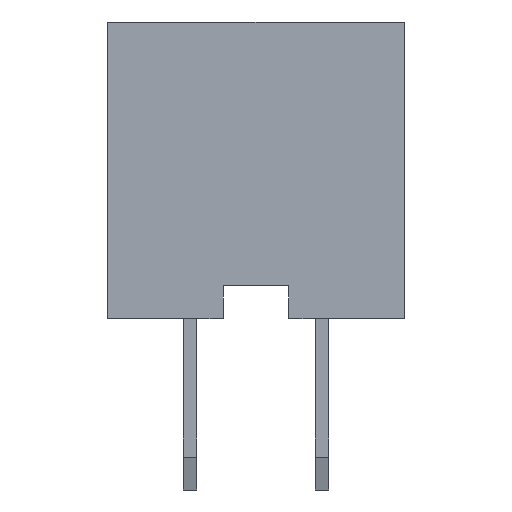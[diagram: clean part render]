
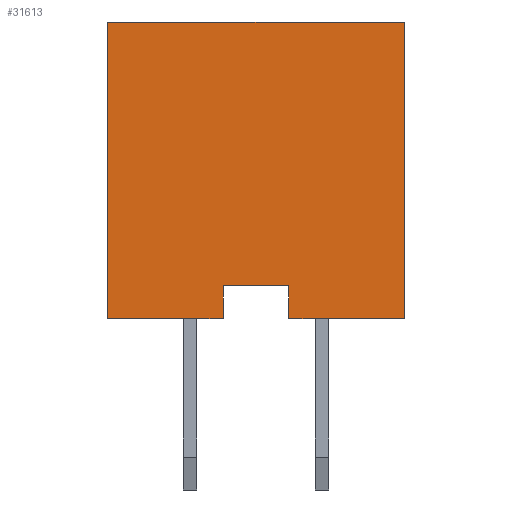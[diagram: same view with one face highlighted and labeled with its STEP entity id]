
A CAD part, left-side view. The second image highlights one B-rep face of the part: STEP entity #31613.
In plain terms, the highlighted planar face has unit normal (-1, 0, 0).
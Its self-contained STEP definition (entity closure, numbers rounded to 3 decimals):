
#971 = DIRECTION ( 'NONE',  ( 0., -1., 0. ) ) ;
#1383 = ORIENTED_EDGE ( 'NONE', *, *, #33651, .F. ) ;
#2397 = PLANE ( 'NONE',  #24072 ) ;
#2945 = DIRECTION ( 'NONE',  ( 0., 1., 0. ) ) ;
#3418 = CARTESIAN_POINT ( 'NONE',  ( -1., -0.5, 0. ) ) ;
#3823 = CARTESIAN_POINT ( 'NONE',  ( -1., -2.25, 4.5 ) ) ;
#4615 = CARTESIAN_POINT ( 'NONE',  ( -1., -2.25, 0. ) ) ;
#5111 = VECTOR ( 'NONE', #8384, 1000. ) ;
#7103 = CARTESIAN_POINT ( 'NONE',  ( -1., -0.5, 0.5 ) ) ;
#7654 = CARTESIAN_POINT ( 'NONE',  ( -1., -2.25, 4.5 ) ) ;
#7837 = CARTESIAN_POINT ( 'NONE',  ( -1., 0.5, 0.5 ) ) ;
#8107 = EDGE_CURVE ( 'NONE', #31151, #54141, #23501, .T. ) ;
#8384 = DIRECTION ( 'NONE',  ( 0., 1., 0. ) ) ;
#9086 = DIRECTION ( 'NONE',  ( 0., 0., -1. ) ) ;
#10119 = CARTESIAN_POINT ( 'NONE',  ( -1., 0.5, 0.5 ) ) ;
#10726 = CARTESIAN_POINT ( 'NONE',  ( -1., -0.5, 0.5 ) ) ;
#10871 = CARTESIAN_POINT ( 'NONE',  ( -1., 2.25, 4.5 ) ) ;
#12779 = ORIENTED_EDGE ( 'NONE', *, *, #43822, .F. ) ;
#14149 = ORIENTED_EDGE ( 'NONE', *, *, #14917, .F. ) ;
#14882 = LINE ( 'NONE', #10726, #22495 ) ;
#14917 = EDGE_CURVE ( 'NONE', #51241, #53812, #20308, .T. ) ;
#16204 = CARTESIAN_POINT ( 'NONE',  ( -1., 0.5, 0.5 ) ) ;
#16784 = ORIENTED_EDGE ( 'NONE', *, *, #28028, .T. ) ;
#20246 = VECTOR ( 'NONE', #971, 1000. ) ;
#20308 = LINE ( 'NONE', #7837, #5111 ) ;
#20376 = VERTEX_POINT ( 'NONE', #10871 ) ;
#22214 = CARTESIAN_POINT ( 'NONE',  ( -1., -2.25, 0. ) ) ;
#22414 = EDGE_CURVE ( 'NONE', #53812, #44153, #26751, .T. ) ;
#22495 = VECTOR ( 'NONE', #30989, 1000. ) ;
#23076 = ORIENTED_EDGE ( 'NONE', *, *, #34864, .F. ) ;
#23501 = LINE ( 'NONE', #27387, #49489 ) ;
#23761 = FACE_OUTER_BOUND ( 'NONE', #25177, .T. ) ;
#24072 = AXIS2_PLACEMENT_3D ( 'NONE', #7654, #24296, #2945 ) ;
#24096 = ORIENTED_EDGE ( 'NONE', *, *, #8107, .T. ) ;
#24296 = DIRECTION ( 'NONE',  ( 1., 0., 0. ) ) ;
#24352 = CARTESIAN_POINT ( 'NONE',  ( -1., -2.25, 4.5 ) ) ;
#25177 = EDGE_LOOP ( 'NONE', ( #16784, #41444, #14149, #23076, #24096, #1383, #12779, #46357 ) ) ;
#26426 = VECTOR ( 'NONE', #33366, 1000. ) ;
#26647 = DIRECTION ( 'NONE',  ( 0., 0., -1. ) ) ;
#26751 = LINE ( 'NONE', #10119, #26426 ) ;
#27387 = CARTESIAN_POINT ( 'NONE',  ( -1., -2.25, 0. ) ) ;
#27655 = DIRECTION ( 'NONE',  ( 0., -1., 0. ) ) ;
#28028 = EDGE_CURVE ( 'NONE', #47904, #44153, #30960, .T. ) ;
#28183 = VERTEX_POINT ( 'NONE', #35679 ) ;
#28250 = DIRECTION ( 'NONE',  ( 0., -1., 0. ) ) ;
#28264 = VECTOR ( 'NONE', #28250, 1000. ) ;
#28722 = CARTESIAN_POINT ( 'NONE',  ( -1., 2.25, 0. ) ) ;
#30810 = LINE ( 'NONE', #47767, #43713 ) ;
#30960 = LINE ( 'NONE', #4615, #20246 ) ;
#30989 = DIRECTION ( 'NONE',  ( 0., 0., 1. ) ) ;
#31151 = VERTEX_POINT ( 'NONE', #3418 ) ;
#31613 = ADVANCED_FACE ( 'NONE', ( #23761 ), #2397, .F. ) ;
#32408 = LINE ( 'NONE', #24352, #28264 ) ;
#32534 = EDGE_CURVE ( 'NONE', #20376, #47904, #30810, .T. ) ;
#33366 = DIRECTION ( 'NONE',  ( 0., 0., -1. ) ) ;
#33651 = EDGE_CURVE ( 'NONE', #28183, #54141, #50464, .T. ) ;
#34864 = EDGE_CURVE ( 'NONE', #31151, #51241, #14882, .T. ) ;
#35679 = CARTESIAN_POINT ( 'NONE',  ( -1., -2.25, 4.5 ) ) ;
#41444 = ORIENTED_EDGE ( 'NONE', *, *, #22414, .F. ) ;
#43713 = VECTOR ( 'NONE', #26647, 1000. ) ;
#43822 = EDGE_CURVE ( 'NONE', #20376, #28183, #32408, .T. ) ;
#44153 = VERTEX_POINT ( 'NONE', #45695 ) ;
#45453 = VECTOR ( 'NONE', #9086, 1000. ) ;
#45695 = CARTESIAN_POINT ( 'NONE',  ( -1., 0.5, 0. ) ) ;
#46357 = ORIENTED_EDGE ( 'NONE', *, *, #32534, .T. ) ;
#47767 = CARTESIAN_POINT ( 'NONE',  ( -1., 2.25, 4.5 ) ) ;
#47904 = VERTEX_POINT ( 'NONE', #28722 ) ;
#49489 = VECTOR ( 'NONE', #27655, 1000. ) ;
#50464 = LINE ( 'NONE', #3823, #45453 ) ;
#51241 = VERTEX_POINT ( 'NONE', #7103 ) ;
#53812 = VERTEX_POINT ( 'NONE', #16204 ) ;
#54141 = VERTEX_POINT ( 'NONE', #22214 ) ;
